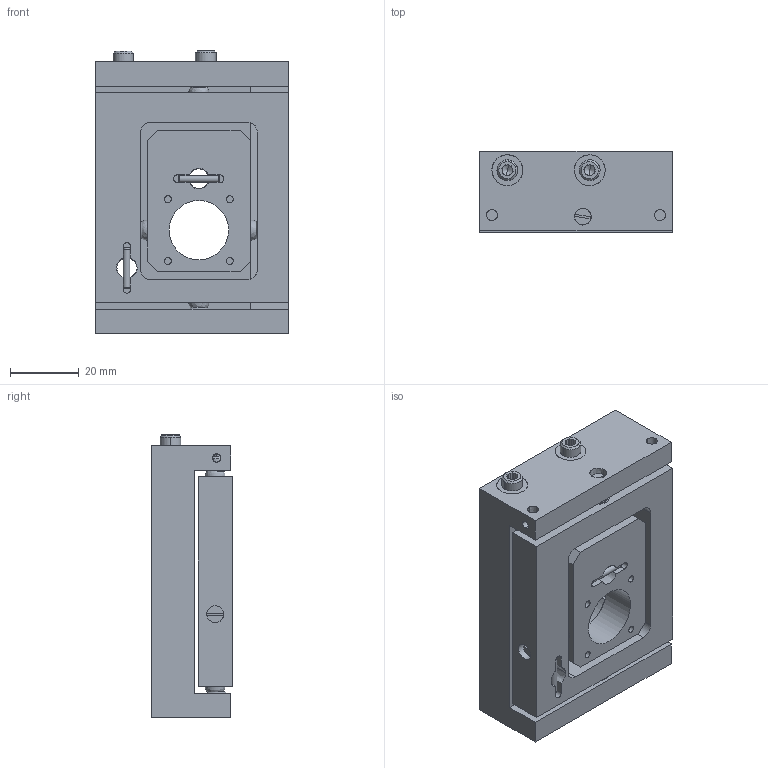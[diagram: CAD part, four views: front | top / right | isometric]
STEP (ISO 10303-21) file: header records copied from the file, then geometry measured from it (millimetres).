
FILE_DESCRIPTION(/* description */ (''),/* implementation_level */ '2;1');
FILE_NAME(/* name */ '01_MMG-THRA',/* time_stamp */ '2024-08-13T09:25:19+03:00',/* author */ (''),/* organization */ (''),/* preprocessor_version */ 'ST-DEVELOPER v15',/* originating_system */ '',/* authorisation */ '');
FILE_SCHEMA (('AUTOMOTIVE_DESIGN'));
Length unit declared in the file: millimetre
Products named in the file (1): Document
Bounding box: 56 x 23.56 x 82.22 mm (x, y, z)
Volume: 82486.5 mm3; surface area: 36160.4 mm2
Topology: 23 solids, 23 shells, 428 faces, 1128 edges, 719 vertices
Faces by surface type: bspline 274, plane 154
Entity records: 15487 total; most frequent: CARTESIAN_POINT 9240, ORIENTED_EDGE 2176, EDGE_CURVE 1088, VERTEX_POINT 719, EDGE_LOOP 501, ADVANCED_FACE 428, FACE_OUTER_BOUND 428, B_SPLINE_CURVE_WITH_KNOTS 281
